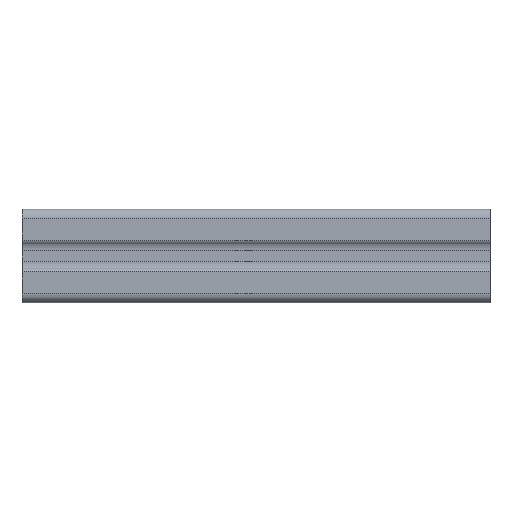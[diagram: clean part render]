
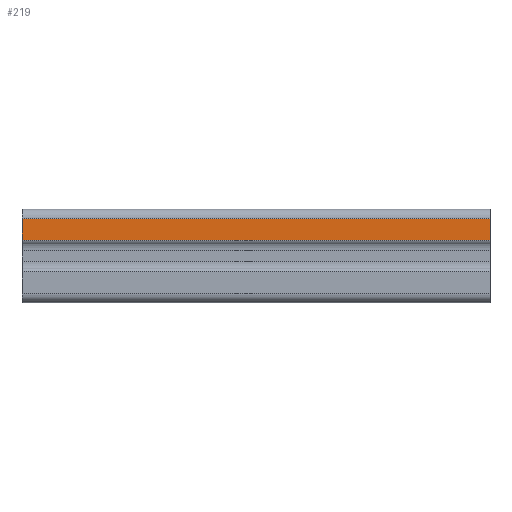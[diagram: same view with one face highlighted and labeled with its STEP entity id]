
A CAD part, left-side view. The second image highlights one B-rep face of the part: STEP entity #219.
In plain terms, the highlighted planar face has unit normal (-1, 0, 0).
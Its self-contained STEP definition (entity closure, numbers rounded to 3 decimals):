
#219 = ADVANCED_FACE( '', ( #449 ), #450, .F. );
#449 = FACE_OUTER_BOUND( '', #684, .T. );
#450 = PLANE( '', #685 );
#684 = EDGE_LOOP( '', ( #1346, #1347, #1348, #1349 ) );
#685 = AXIS2_PLACEMENT_3D( '', #1350, #1351, #1352 );
#1346 = ORIENTED_EDGE( '', *, *, #1512, .T. );
#1347 = ORIENTED_EDGE( '', *, *, #1623, .F. );
#1348 = ORIENTED_EDGE( '', *, *, #1731, .F. );
#1349 = ORIENTED_EDGE( '', *, *, #1738, .T. );
#1350 = CARTESIAN_POINT( '', ( -10., 100., 3.375 ) );
#1351 = DIRECTION( '', ( 1., 0., 0. ) );
#1352 = DIRECTION( '', ( 0., 0., -1. ) );
#1512 = EDGE_CURVE( '', #1842, #1840, #1843, .T. );
#1623 = EDGE_CURVE( '', #2025, #1840, #2027, .T. );
#1731 = EDGE_CURVE( '', #2168, #2025, #2170, .T. );
#1738 = EDGE_CURVE( '', #2168, #1842, #2177, .T. );
#1840 = VERTEX_POINT( '', #2305 );
#1842 = VERTEX_POINT( '', #2307 );
#1843 = LINE( '', #2308, #2309 );
#2025 = VERTEX_POINT( '', #2547 );
#2027 = LINE( '', #2549, #2550 );
#2168 = VERTEX_POINT( '', #2743 );
#2170 = LINE( '', #2745, #2746 );
#2177 = LINE( '', #2754, #2755 );
#2305 = CARTESIAN_POINT( '', ( -10., 0., 8. ) );
#2307 = CARTESIAN_POINT( '', ( -10., 0., 3.375 ) );
#2308 = CARTESIAN_POINT( '', ( -10., 0., 3.375 ) );
#2309 = VECTOR( '', #2839, 1000. );
#2547 = CARTESIAN_POINT( '', ( -10., 100., 8. ) );
#2549 = CARTESIAN_POINT( '', ( -10., 100., 8. ) );
#2550 = VECTOR( '', #3013, 1000. );
#2743 = CARTESIAN_POINT( '', ( -10., 100., 3.375 ) );
#2745 = CARTESIAN_POINT( '', ( -10., 100., 3.375 ) );
#2746 = VECTOR( '', #3138, 1000. );
#2754 = CARTESIAN_POINT( '', ( -10., 100., 3.375 ) );
#2755 = VECTOR( '', #3140, 1000. );
#2839 = DIRECTION( '', ( 0., 0., 1. ) );
#3013 = DIRECTION( '', ( 0., -1., 0. ) );
#3138 = DIRECTION( '', ( 0., 0., 1. ) );
#3140 = DIRECTION( '', ( 0., -1., 0. ) );
